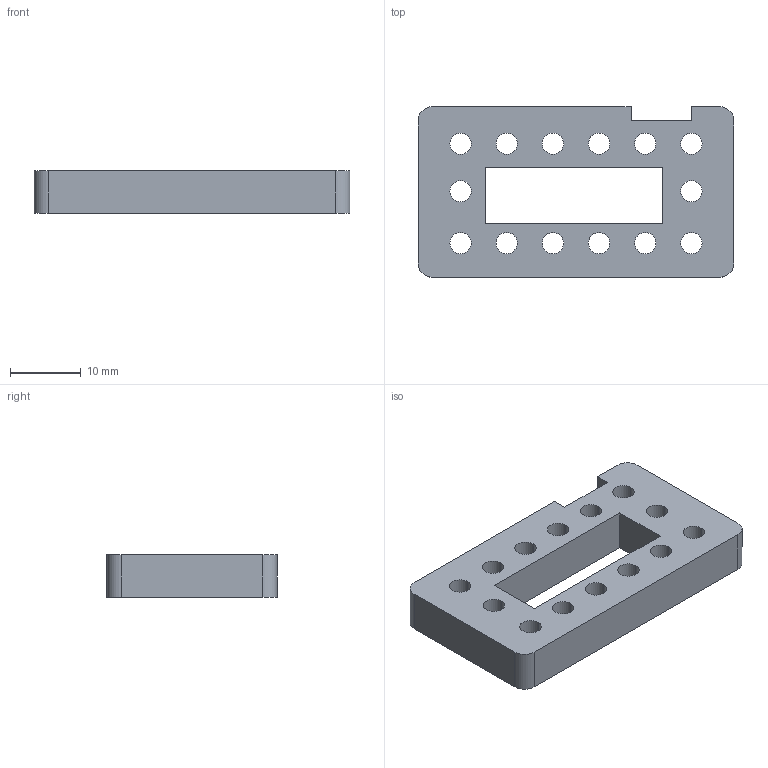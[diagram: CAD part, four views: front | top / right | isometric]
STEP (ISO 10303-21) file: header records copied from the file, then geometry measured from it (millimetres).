
FILE_DESCRIPTION (( 'STEP AP203' ), '1' );
FILE_NAME ('thigh.sldasm-Part-2_默认_sldprt.STEP', '2018-02-03T08:03:31', ( '' ), ( '' ), 'SwSTEP 2.0', 'SolidWorks 2014', '' );
FILE_SCHEMA (( 'CONFIG_CONTROL_DESIGN' ));
Length unit declared in the file: millimetre
Products named in the file (1): thigh.sldasm-Part-2_默认_sldprt
Bounding box: 44.5 x 24 x 6 mm (x, y, z)
Volume: 4491.6 mm3; surface area: 3510.3 mm2
Topology: 1 solids, 1 shells, 46 faces, 132 edges, 88 vertices
Faces by surface type: cylinder 32, plane 14
Entity records: 1677 total; most frequent: DIRECTION 290, CARTESIAN_POINT 267, ORIENTED_EDGE 264, EDGE_CURVE 132, AXIS2_PLACEMENT_3D 111, VERTEX_POINT 88, EDGE_LOOP 76, VECTOR 68
